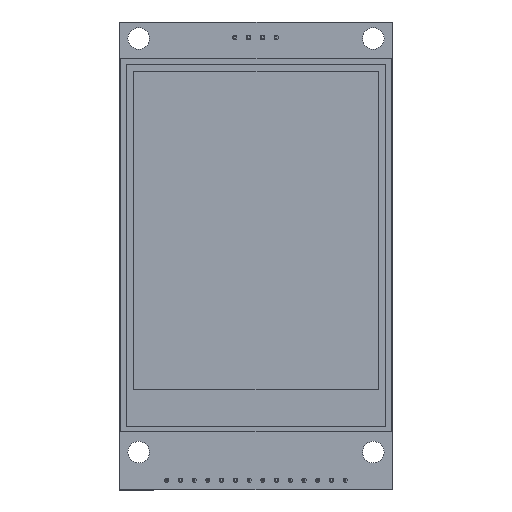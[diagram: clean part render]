
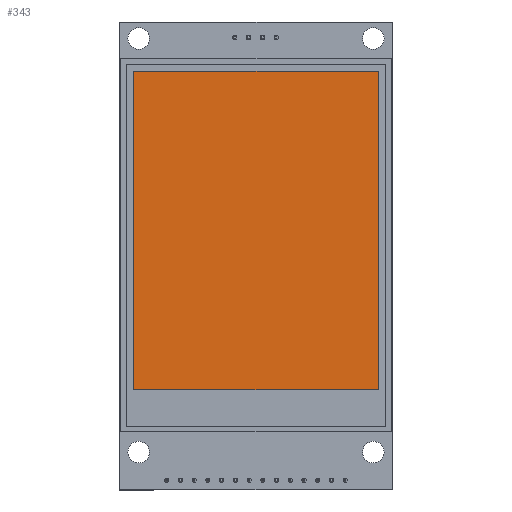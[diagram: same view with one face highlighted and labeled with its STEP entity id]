
A CAD part, top view. The second image highlights one B-rep face of the part: STEP entity #343.
In plain terms, the highlighted planar face has unit normal (0, 0, 1).
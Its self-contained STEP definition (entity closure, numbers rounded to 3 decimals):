
#187=CARTESIAN_POINT('',(-22.634,34.169,4.125));
#188=VERTEX_POINT('',#187);
#195=CARTESIAN_POINT('',(22.566,34.169,4.125));
#196=VERTEX_POINT('',#195);
#197=CARTESIAN_POINT('',(-22.634,34.169,4.125));
#198=DIRECTION('',(1.0,0.0,0.0));
#199=VECTOR('',#198,45.2);
#200=LINE('',#197,#199);
#201=EDGE_CURVE('',#188,#196,#200,.T.);
#218=CARTESIAN_POINT('',(-22.634,-24.831,4.125));
#219=VERTEX_POINT('',#218);
#226=CARTESIAN_POINT('',(-22.634,-24.831,4.125));
#227=DIRECTION('',(0.0,1.0,0.0));
#228=VECTOR('',#227,59.);
#229=LINE('',#226,#228);
#230=EDGE_CURVE('',#219,#188,#229,.T.);
#298=CARTESIAN_POINT('',(22.566,-24.831,4.125));
#299=VERTEX_POINT('',#298);
#300=CARTESIAN_POINT('',(22.566,34.169,4.125));
#301=DIRECTION('',(0.0,-1.0,0.0));
#302=VECTOR('',#301,59.0);
#303=LINE('',#300,#302);
#304=EDGE_CURVE('',#196,#299,#303,.T.);
#322=CARTESIAN_POINT('',(22.566,-24.831,4.125));
#323=DIRECTION('',(-1.0,0.0,0.0));
#324=VECTOR('',#323,45.2);
#325=LINE('',#322,#324);
#326=EDGE_CURVE('',#299,#219,#325,.T.);
#332=CARTESIAN_POINT('',(-0.034,1.969,4.125));
#333=DIRECTION('',(0.0,0.0,1.0));
#334=DIRECTION('',(1.0,0.0,0.0));
#335=AXIS2_PLACEMENT_3D('',#332,#333,#334);
#336=PLANE('',#335);
#337=ORIENTED_EDGE('',*,*,#304,.F.);
#338=ORIENTED_EDGE('',*,*,#201,.F.);
#339=ORIENTED_EDGE('',*,*,#230,.F.);
#340=ORIENTED_EDGE('',*,*,#326,.F.);
#341=EDGE_LOOP('',(#337,#338,#339,#340));
#342=FACE_OUTER_BOUND('',#341,.T.);
#343=ADVANCED_FACE('',(#342),#336,.T.);
